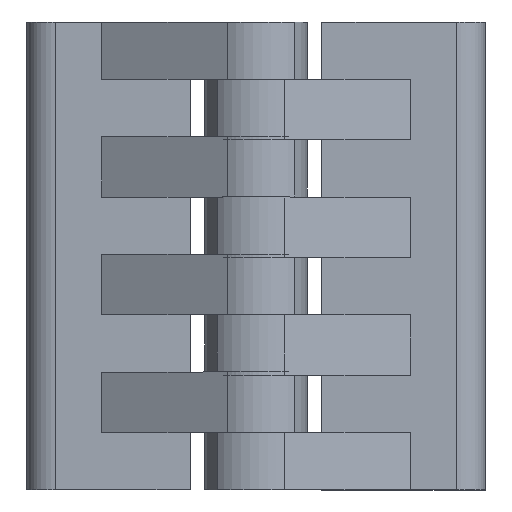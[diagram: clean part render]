
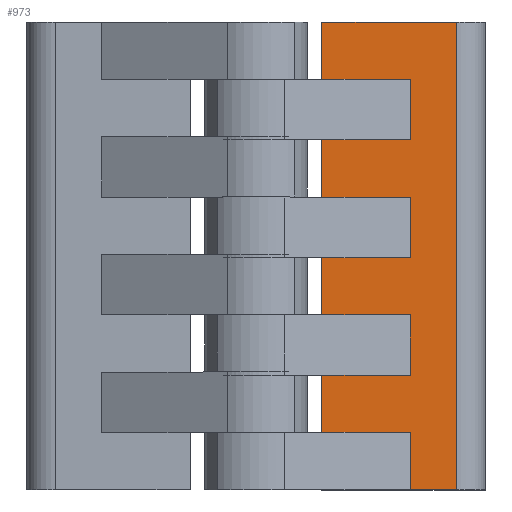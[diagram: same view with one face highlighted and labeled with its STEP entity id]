
A CAD part, top view. The second image highlights one B-rep face of the part: STEP entity #973.
In plain terms, the highlighted planar face has unit normal (0, 0, 1).
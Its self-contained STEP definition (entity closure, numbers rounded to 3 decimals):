
#17=CARTESIAN_POINT('',(36.5,9.4,11.));
#18=VERTEX_POINT('',#17);
#26=CARTESIAN_POINT('',(36.5,-39.6,11.));
#27=VERTEX_POINT('',#26);
#28=CARTESIAN_POINT('',(36.5,9.4,11.));
#29=DIRECTION('',(0.0,-1.0,0.0));
#30=VECTOR('',#29,49.);
#31=LINE('',#28,#30);
#32=EDGE_CURVE('',#18,#27,#31,.T.);
#49=CARTESIAN_POINT('',(31.678,-21.267,11.));
#50=VERTEX_POINT('',#49);
#51=CARTESIAN_POINT('',(31.678,-27.6,11.));
#52=VERTEX_POINT('',#51);
#53=CARTESIAN_POINT('',(31.678,-21.267,11.));
#54=DIRECTION('',(0.0,-1.0,0.0));
#55=VECTOR('',#54,6.333);
#56=LINE('',#53,#55);
#57=EDGE_CURVE('',#50,#52,#56,.T.);
#89=CARTESIAN_POINT('',(31.678,-8.933,11.));
#90=VERTEX_POINT('',#89);
#91=CARTESIAN_POINT('',(31.678,-15.267,11.));
#92=VERTEX_POINT('',#91);
#93=CARTESIAN_POINT('',(31.678,-8.933,11.));
#94=DIRECTION('',(0.0,-1.0,0.0));
#95=VECTOR('',#94,6.333);
#96=LINE('',#93,#95);
#97=EDGE_CURVE('',#90,#92,#96,.T.);
#129=CARTESIAN_POINT('',(31.678,3.4,11.));
#130=VERTEX_POINT('',#129);
#131=CARTESIAN_POINT('',(31.678,-2.933,11.));
#132=VERTEX_POINT('',#131);
#133=CARTESIAN_POINT('',(31.678,3.4,11.));
#134=DIRECTION('',(0.0,-1.0,0.0));
#135=VECTOR('',#134,6.333);
#136=LINE('',#133,#135);
#137=EDGE_CURVE('',#130,#132,#136,.T.);
#169=CARTESIAN_POINT('',(31.678,-33.6,11.));
#170=VERTEX_POINT('',#169);
#171=CARTESIAN_POINT('',(31.678,-39.6,11.));
#172=VERTEX_POINT('',#171);
#173=CARTESIAN_POINT('',(31.678,-33.6,11.));
#174=DIRECTION('',(0.0,-1.0,0.0));
#175=VECTOR('',#174,6.0);
#176=LINE('',#173,#175);
#177=EDGE_CURVE('',#170,#172,#176,.T.);
#701=CARTESIAN_POINT('',(22.4,9.4,11.));
#702=VERTEX_POINT('',#701);
#709=CARTESIAN_POINT('',(22.4,9.4,11.));
#710=DIRECTION('',(1.0,0.,0.));
#711=VECTOR('',#710,14.1);
#712=LINE('',#709,#711);
#713=EDGE_CURVE('',#702,#18,#712,.T.);
#725=CARTESIAN_POINT('',(36.5,-39.6,11.));
#726=DIRECTION('',(-1.0,0.0,0.0));
#727=VECTOR('',#726,4.822);
#728=LINE('',#725,#727);
#729=EDGE_CURVE('',#27,#172,#728,.T.);
#751=CARTESIAN_POINT('',(22.4,-33.6,11.));
#752=VERTEX_POINT('',#751);
#763=CARTESIAN_POINT('',(22.4,-33.6,11.));
#764=DIRECTION('',(1.0,0.0,0.0));
#765=VECTOR('',#764,9.278);
#766=LINE('',#763,#765);
#767=EDGE_CURVE('',#752,#170,#766,.T.);
#777=CARTESIAN_POINT('',(22.4,-27.6,11.));
#778=VERTEX_POINT('',#777);
#779=CARTESIAN_POINT('',(22.4,-27.6,11.));
#780=DIRECTION('',(1.0,0.0,0.0));
#781=VECTOR('',#780,9.278);
#782=LINE('',#779,#781);
#783=EDGE_CURVE('',#778,#52,#782,.T.);
#803=CARTESIAN_POINT('',(22.4,-21.267,11.));
#804=VERTEX_POINT('',#803);
#815=CARTESIAN_POINT('',(22.4,-21.267,11.));
#816=DIRECTION('',(1.0,0.0,0.0));
#817=VECTOR('',#816,9.278);
#818=LINE('',#815,#817);
#819=EDGE_CURVE('',#804,#50,#818,.T.);
#829=CARTESIAN_POINT('',(22.4,-15.267,11.));
#830=VERTEX_POINT('',#829);
#831=CARTESIAN_POINT('',(22.4,-15.267,11.));
#832=DIRECTION('',(1.0,0.0,0.0));
#833=VECTOR('',#832,9.278);
#834=LINE('',#831,#833);
#835=EDGE_CURVE('',#830,#92,#834,.T.);
#855=CARTESIAN_POINT('',(22.4,-8.933,11.));
#856=VERTEX_POINT('',#855);
#867=CARTESIAN_POINT('',(22.4,-8.933,11.));
#868=DIRECTION('',(1.0,0.0,0.0));
#869=VECTOR('',#868,9.278);
#870=LINE('',#867,#869);
#871=EDGE_CURVE('',#856,#90,#870,.T.);
#881=CARTESIAN_POINT('',(22.4,-2.933,11.));
#882=VERTEX_POINT('',#881);
#883=CARTESIAN_POINT('',(22.4,-2.933,11.));
#884=DIRECTION('',(1.0,0.0,0.0));
#885=VECTOR('',#884,9.278);
#886=LINE('',#883,#885);
#887=EDGE_CURVE('',#882,#132,#886,.T.);
#907=CARTESIAN_POINT('',(22.4,3.4,11.));
#908=VERTEX_POINT('',#907);
#919=CARTESIAN_POINT('',(22.4,3.4,11.));
#920=DIRECTION('',(1.0,0.0,0.0));
#921=VECTOR('',#920,9.278);
#922=LINE('',#919,#921);
#923=EDGE_CURVE('',#908,#130,#922,.T.);
#928=CARTESIAN_POINT('',(36.5,9.4,11.));
#929=DIRECTION('',(0.0,0.0,1.0));
#930=DIRECTION('',(-1.0,0.0,0.0));
#931=AXIS2_PLACEMENT_3D('',#928,#929,#930);
#932=PLANE('',#931);
#933=ORIENTED_EDGE('',*,*,#767,.T.);
#934=ORIENTED_EDGE('',*,*,#177,.T.);
#935=ORIENTED_EDGE('',*,*,#729,.F.);
#936=ORIENTED_EDGE('',*,*,#32,.F.);
#937=ORIENTED_EDGE('',*,*,#713,.F.);
#938=CARTESIAN_POINT('',(22.4,3.4,11.));
#939=DIRECTION('',(0.0,1.0,0.0));
#940=VECTOR('',#939,6.);
#941=LINE('',#938,#940);
#942=EDGE_CURVE('',#908,#702,#941,.T.);
#943=ORIENTED_EDGE('',*,*,#942,.F.);
#944=ORIENTED_EDGE('',*,*,#923,.T.);
#945=ORIENTED_EDGE('',*,*,#137,.T.);
#946=ORIENTED_EDGE('',*,*,#887,.F.);
#947=CARTESIAN_POINT('',(22.4,-8.933,11.));
#948=DIRECTION('',(0.0,1.0,0.0));
#949=VECTOR('',#948,6.0);
#950=LINE('',#947,#949);
#951=EDGE_CURVE('',#856,#882,#950,.T.);
#952=ORIENTED_EDGE('',*,*,#951,.F.);
#953=ORIENTED_EDGE('',*,*,#871,.T.);
#954=ORIENTED_EDGE('',*,*,#97,.T.);
#955=ORIENTED_EDGE('',*,*,#835,.F.);
#956=CARTESIAN_POINT('',(22.4,-21.267,11.));
#957=DIRECTION('',(0.0,1.0,0.0));
#958=VECTOR('',#957,6.0);
#959=LINE('',#956,#958);
#960=EDGE_CURVE('',#804,#830,#959,.T.);
#961=ORIENTED_EDGE('',*,*,#960,.F.);
#962=ORIENTED_EDGE('',*,*,#819,.T.);
#963=ORIENTED_EDGE('',*,*,#57,.T.);
#964=ORIENTED_EDGE('',*,*,#783,.F.);
#965=CARTESIAN_POINT('',(22.4,-33.6,11.));
#966=DIRECTION('',(0.0,1.0,0.0));
#967=VECTOR('',#966,6.0);
#968=LINE('',#965,#967);
#969=EDGE_CURVE('',#752,#778,#968,.T.);
#970=ORIENTED_EDGE('',*,*,#969,.F.);
#971=EDGE_LOOP('',(#933,#934,#935,#936,#937,#943,#944,#945,#946,#952,#953,#954,#955,#961,#962,#963,#964,#970));
#972=FACE_OUTER_BOUND('',#971,.T.);
#973=ADVANCED_FACE('',(#972),#932,.T.);
